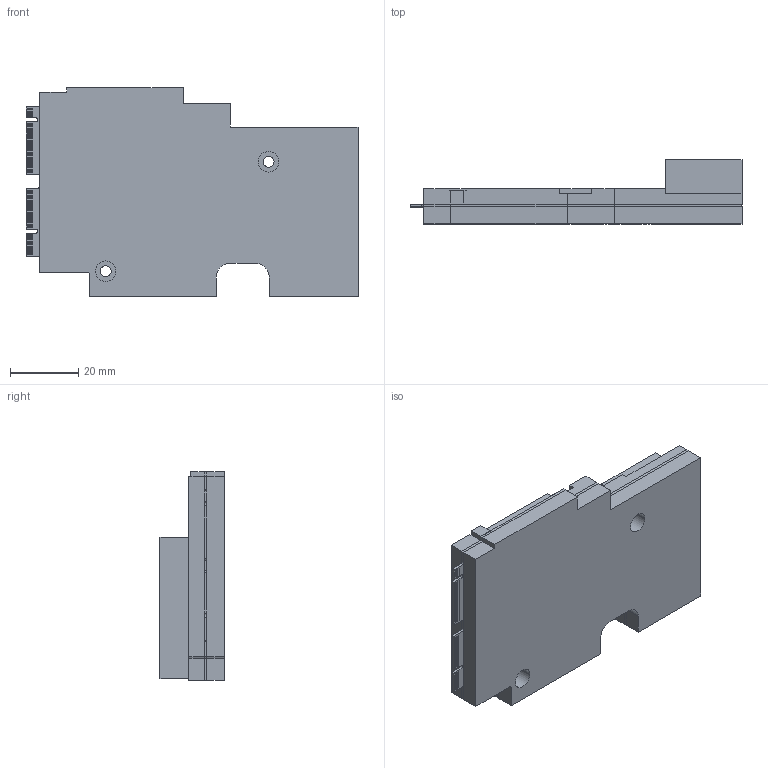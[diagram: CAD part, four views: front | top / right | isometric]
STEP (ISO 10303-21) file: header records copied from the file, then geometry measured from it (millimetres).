
FILE_DESCRIPTION (( 'STEP AP214' ), '1' );
FILE_NAME ('FACET wide-type envelope_APL1.4UP.STEP', '2023-08-22T13:38:04', ( '' ), ( '' ), 'SwSTEP 2.0', 'SolidWorks 2019', '' );
FILE_SCHEMA (( 'AUTOMOTIVE_DESIGN' ));
Length unit declared in the file: millimetre
Products named in the file (1): FACET wide-type envelope_APL1.4UP
Bounding box: 97.48 x 18.8 x 61.3 mm (x, y, z)
Volume: 57310.8 mm3; surface area: 34837 mm2
Topology: 137 solids, 137 shells, 926 faces, 1955 edges, 1303 vertices
Faces by surface type: plane 899, cylinder 27
Entity records: 26676 total; most frequent: CARTESIAN_POINT 4185, ORIENTED_EDGE 3910, DIRECTION 3863, EDGE_CURVE 1955, LINE 1901, VECTOR 1901, VERTEX_POINT 1303, AXIS2_PLACEMENT_3D 981
